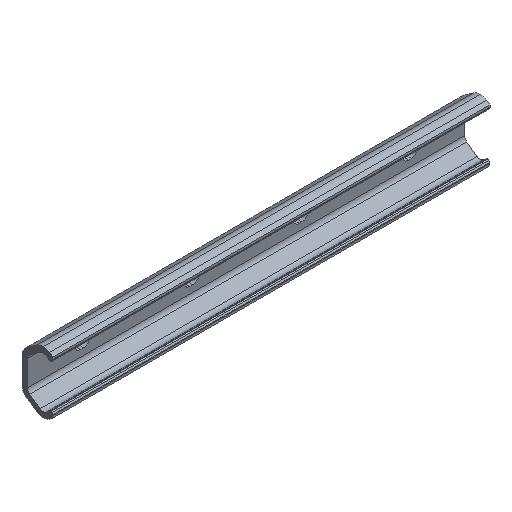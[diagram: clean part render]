
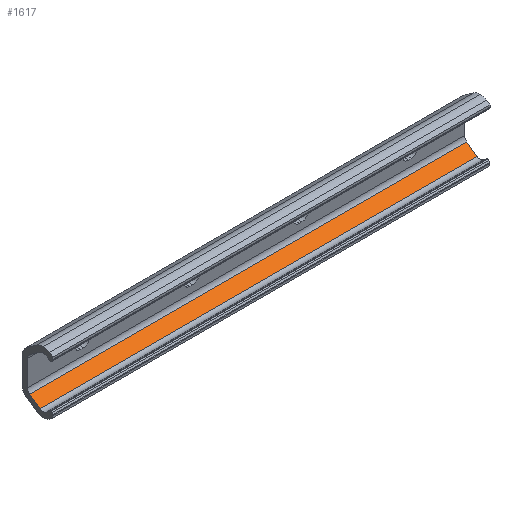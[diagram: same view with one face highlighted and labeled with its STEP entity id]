
A CAD part, isometric view. The second image highlights one B-rep face of the part: STEP entity #1617.
In plain terms, the highlighted planar face has unit normal (0, -0.574, 0.819).
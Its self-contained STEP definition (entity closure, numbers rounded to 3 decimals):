
#50 = EDGE_CURVE ( 'NONE', #1517, #1030, #1471, .T. ) ;
#133 = LINE ( 'NONE', #626, #1386 ) ;
#242 = CARTESIAN_POINT ( 'NONE',  ( 160., -9.204, -17.862 ) ) ;
#247 = DIRECTION ( 'NONE',  ( 0., 0.819, 0.574 ) ) ;
#305 = EDGE_LOOP ( 'NONE', ( #1334, #1449, #1063, #1275 ) ) ;
#324 = CARTESIAN_POINT ( 'NONE',  ( 160., -1.706, -12.612 ) ) ;
#459 = VECTOR ( 'NONE', #722, 1000. ) ;
#488 = CARTESIAN_POINT ( 'NONE',  ( -160., -9.204, -17.862 ) ) ;
#519 = CARTESIAN_POINT ( 'NONE',  ( -160., -1.706, -12.612 ) ) ;
#560 = EDGE_CURVE ( 'NONE', #1016, #1517, #711, .T. ) ;
#626 = CARTESIAN_POINT ( 'NONE',  ( 160., -9.204, -17.862 ) ) ;
#711 = LINE ( 'NONE', #324, #1298 ) ;
#722 = DIRECTION ( 'NONE',  ( 0., -0.819, -0.574 ) ) ;
#731 = CARTESIAN_POINT ( 'NONE',  ( -160., -9.204, -17.862 ) ) ;
#828 = FACE_OUTER_BOUND ( 'NONE', #305, .T. ) ;
#855 = DIRECTION ( 'NONE',  ( 0., -0.819, -0.574 ) ) ;
#888 = LINE ( 'NONE', #1127, #1441 ) ;
#890 = EDGE_CURVE ( 'NONE', #1016, #944, #888, .T. ) ;
#944 = VERTEX_POINT ( 'NONE', #242 ) ;
#978 = EDGE_CURVE ( 'NONE', #944, #1030, #133, .T. ) ;
#1016 = VERTEX_POINT ( 'NONE', #1022 ) ;
#1022 = CARTESIAN_POINT ( 'NONE',  ( 160., -1.706, -12.612 ) ) ;
#1030 = VERTEX_POINT ( 'NONE', #488 ) ;
#1063 = ORIENTED_EDGE ( 'NONE', *, *, #890, .F. ) ;
#1127 = CARTESIAN_POINT ( 'NONE',  ( 160., -9.204, -17.862 ) ) ;
#1136 = DIRECTION ( 'NONE',  ( -1., 0., 0. ) ) ;
#1223 = AXIS2_PLACEMENT_3D ( 'NONE', #1318, #1370, #247 ) ;
#1275 = ORIENTED_EDGE ( 'NONE', *, *, #560, .T. ) ;
#1298 = VECTOR ( 'NONE', #1594, 1000. ) ;
#1310 = PLANE ( 'NONE',  #1223 ) ;
#1318 = CARTESIAN_POINT ( 'NONE',  ( 160., -9.204, -17.862 ) ) ;
#1334 = ORIENTED_EDGE ( 'NONE', *, *, #50, .T. ) ;
#1370 = DIRECTION ( 'NONE',  ( 0., 0.574, -0.819 ) ) ;
#1386 = VECTOR ( 'NONE', #1136, 1000. ) ;
#1441 = VECTOR ( 'NONE', #855, 1000. ) ;
#1449 = ORIENTED_EDGE ( 'NONE', *, *, #978, .F. ) ;
#1471 = LINE ( 'NONE', #731, #459 ) ;
#1517 = VERTEX_POINT ( 'NONE', #519 ) ;
#1594 = DIRECTION ( 'NONE',  ( -1., 0., 0. ) ) ;
#1617 = ADVANCED_FACE ( 'NONE', ( #828 ), #1310, .F. ) ;
